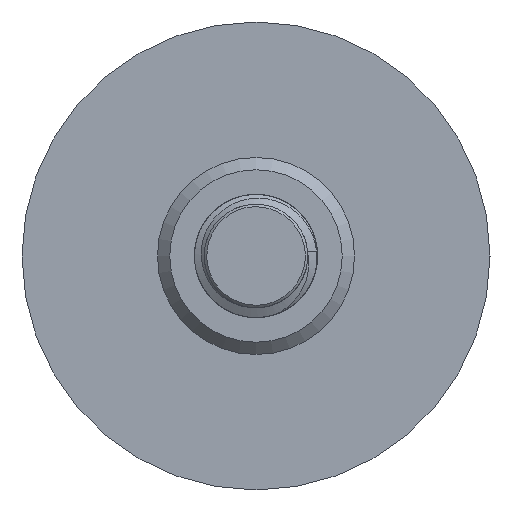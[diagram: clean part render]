
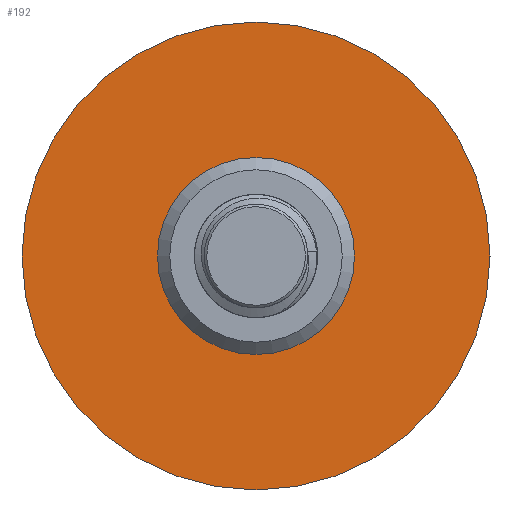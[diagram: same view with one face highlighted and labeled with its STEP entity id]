
A CAD part, left-side view. The second image highlights one B-rep face of the part: STEP entity #192.
In plain terms, the highlighted planar face has unit normal (-1, 0, 0).
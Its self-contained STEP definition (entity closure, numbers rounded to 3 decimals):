
#192=ADVANCED_FACE('',(#225),#216,.T.);
#216=PLANE('',#466);
#225=FACE_OUTER_BOUND('',#251,.T.);
#251=EDGE_LOOP('',(#293));
#293=ORIENTED_EDGE('',*,*,#396,.T.);
#365=VERTEX_POINT('',#629);
#396=EDGE_CURVE('',#365,#365,#435,.T.);
#435=CIRCLE('',#464,9.5);
#464=AXIS2_PLACEMENT_3D('',#628,#528,#529);
#466=AXIS2_PLACEMENT_3D('',#631,#532,#533);
#528=DIRECTION('',(-1.,0.,0.));
#529=DIRECTION('',(0.,0.,1.));
#532=DIRECTION('',(-1.,0.,0.));
#533=DIRECTION('',(0.,0.,1.));
#628=CARTESIAN_POINT('',(0.,0.,0.));
#629=CARTESIAN_POINT('',(0.,0.,9.5));
#631=CARTESIAN_POINT('',(0.,0.,0.));
